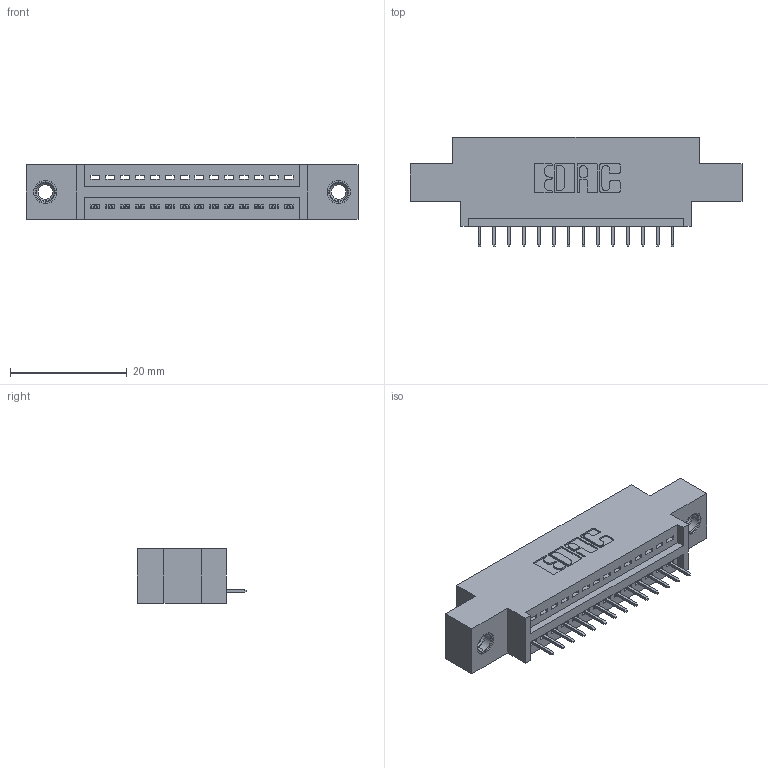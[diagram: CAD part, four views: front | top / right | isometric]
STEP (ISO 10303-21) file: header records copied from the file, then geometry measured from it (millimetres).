
FILE_DESCRIPTION (( 'STEP AP203' ), '1' );
FILE_NAME ('395-014-525-607.STEP', '2020-09-23T08:37:03', ( '' ), ( '' ), 'SwSTEP 2.0', 'SolidWorks 2020', '' );
FILE_SCHEMA (( 'CONFIG_CONTROL_DESIGN' ));
Length unit declared in the file: inch
Products named in the file (4): 345-250-001_345-250-005-103; 395-014-525-607; 345 Part_0.170 Offset - 0.156 Dia-TI; 345-292-001_345-293-125
Assembly tree (17 placements, depth 2):
  395-014-525-607
    345 Part_0.170 Offset - 0.156 Dia-TI
    345-292-001_345-293-125  x14
    345-250-001_345-250-005-103  x2
Bounding box: 56.77 x 18.72 x 9.4 mm (x, y, z)
Volume: 4978.6 mm3; surface area: 6204 mm2
Topology: 17 solids, 17 shells, 1058 faces, 3009 edges, 1942 vertices
Faces by surface type: plane 760, cylinder 282, cone 12, torus 4
Entity records: 15698 total; most frequent: CARTESIAN_POINT 2701, ORIENTED_EDGE 2642, DIRECTION 2427, EDGE_CURVE 1321, VECTOR 1117, LINE 1117, VERTEX_POINT 872, AXIS2_PLACEMENT_3D 655
